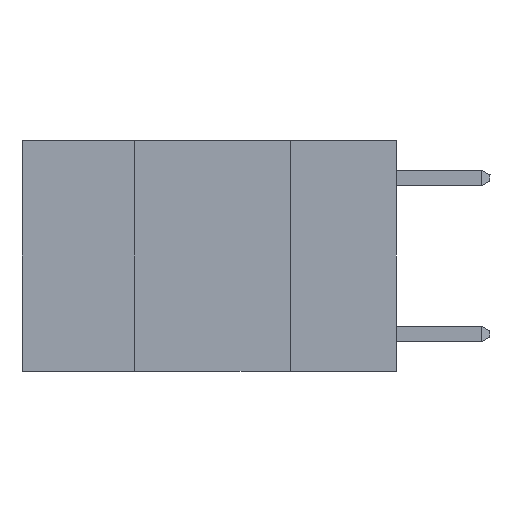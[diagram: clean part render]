
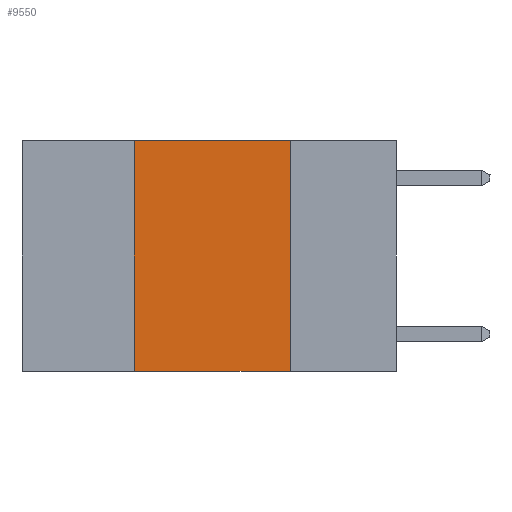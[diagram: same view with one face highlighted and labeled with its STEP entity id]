
A CAD part, left-side view. The second image highlights one B-rep face of the part: STEP entity #9550.
In plain terms, the highlighted planar face has unit normal (-1, 0, 0).
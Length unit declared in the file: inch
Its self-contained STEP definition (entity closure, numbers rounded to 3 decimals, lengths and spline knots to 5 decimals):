
#1494 = FACE_OUTER_BOUND ( 'NONE', #8653, .T. ) ;
#1569 = DIRECTION ( 'NONE',  ( 0., -1., 0. ) ) ;
#1854 = PLANE ( 'NONE',  #16216 ) ;
#2847 = EDGE_CURVE ( 'NONE', #18878, #20056, #24408, .T. ) ;
#3579 = DIRECTION ( 'NONE',  ( 0., 0., 1. ) ) ;
#5465 = LINE ( 'NONE', #9616, #12206 ) ;
#7339 = CARTESIAN_POINT ( 'NONE',  ( 0., 0.42, 0. ) ) ;
#7537 = VECTOR ( 'NONE', #3579, 39.37008 ) ;
#8315 = VERTEX_POINT ( 'NONE', #17576 ) ;
#8653 = EDGE_LOOP ( 'NONE', ( #10048, #18937, #16921, #23261 ) ) ;
#9296 = CARTESIAN_POINT ( 'NONE',  ( 0., 0.6, 0. ) ) ;
#9534 = DIRECTION ( 'NONE',  ( 0., 0., -1. ) ) ;
#9550 = ADVANCED_FACE ( 'NONE', ( #1494 ), #1854, .F. ) ;
#9616 = CARTESIAN_POINT ( 'NONE',  ( 0., 0.6, -0.37 ) ) ;
#10048 = ORIENTED_EDGE ( 'NONE', *, *, #2847, .F. ) ;
#10134 = LINE ( 'NONE', #18077, #14772 ) ;
#12206 = VECTOR ( 'NONE', #1569, 39.37008 ) ;
#12248 = DIRECTION ( 'NONE',  ( 0., -1., 0. ) ) ;
#12273 = CARTESIAN_POINT ( 'NONE',  ( 0., 0.17, 0. ) ) ;
#14772 = VECTOR ( 'NONE', #12248, 39.37008 ) ;
#15075 = CARTESIAN_POINT ( 'NONE',  ( 0., 0.17, 0. ) ) ;
#15199 = VECTOR ( 'NONE', #22897, 39.37008 ) ;
#16171 = EDGE_CURVE ( 'NONE', #20574, #8315, #22213, .T. ) ;
#16216 = AXIS2_PLACEMENT_3D ( 'NONE', #9296, #24667, #9534 ) ;
#16921 = ORIENTED_EDGE ( 'NONE', *, *, #16171, .F. ) ;
#17576 = CARTESIAN_POINT ( 'NONE',  ( 0., 0.42, 0. ) ) ;
#18077 = CARTESIAN_POINT ( 'NONE',  ( 0., 0.6, 0. ) ) ;
#18878 = VERTEX_POINT ( 'NONE', #12273 ) ;
#18937 = ORIENTED_EDGE ( 'NONE', *, *, #24808, .F. ) ;
#19537 = EDGE_CURVE ( 'NONE', #20574, #20056, #5465, .T. ) ;
#20056 = VERTEX_POINT ( 'NONE', #24792 ) ;
#20574 = VERTEX_POINT ( 'NONE', #23360 ) ;
#22213 = LINE ( 'NONE', #7339, #7537 ) ;
#22897 = DIRECTION ( 'NONE',  ( 0., 0., -1. ) ) ;
#23261 = ORIENTED_EDGE ( 'NONE', *, *, #19537, .T. ) ;
#23360 = CARTESIAN_POINT ( 'NONE',  ( 0., 0.42, -0.37 ) ) ;
#24408 = LINE ( 'NONE', #15075, #15199 ) ;
#24667 = DIRECTION ( 'NONE',  ( 1., 0., 0. ) ) ;
#24792 = CARTESIAN_POINT ( 'NONE',  ( 0., 0.17, -0.37 ) ) ;
#24808 = EDGE_CURVE ( 'NONE', #8315, #18878, #10134, .T. ) ;
